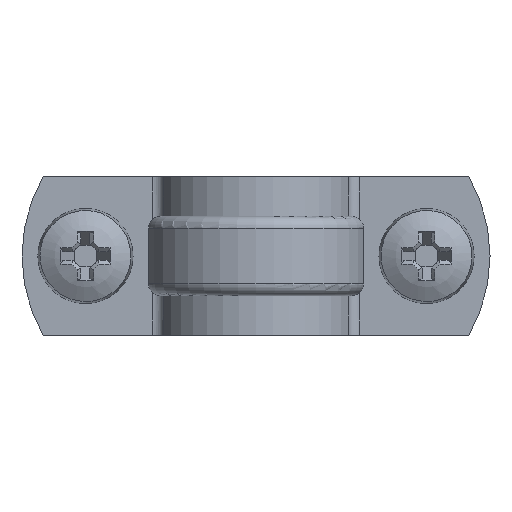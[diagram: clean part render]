
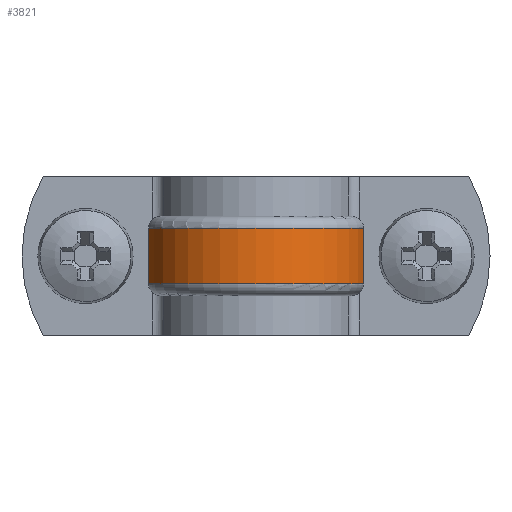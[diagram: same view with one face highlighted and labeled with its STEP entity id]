
A CAD part, front view. The second image highlights one B-rep face of the part: STEP entity #3821.
In plain terms, the highlighted cylindrical face has radius 14 mm (diameter 28 mm), a partial arc.
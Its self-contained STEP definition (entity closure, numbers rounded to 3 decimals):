
#3754=CARTESIAN_POINT('',(13.555,-3.5,-3.5));
#3755=VERTEX_POINT('',#3754);
#3767=CARTESIAN_POINT('',(-13.555,-3.5,-3.5));
#3768=VERTEX_POINT('',#3767);
#3769=CARTESIAN_POINT('',(0.0,0.0,-3.5));
#3770=DIRECTION('',(0.0,0.0,-1.0));
#3771=DIRECTION('',(0.,-1.0,0.0));
#3772=AXIS2_PLACEMENT_3D('',#3769,#3770,#3771);
#3773=CIRCLE('',#3772,14.);
#3774=EDGE_CURVE('',#3755,#3768,#3773,.T.);
#3790=CARTESIAN_POINT('',(0.0,0.0,0.));
#3791=DIRECTION('',(0.0,0.0,1.0));
#3792=DIRECTION('',(0.0,-1.0,0.0));
#3793=AXIS2_PLACEMENT_3D('',#3790,#3791,#3792);
#3794=CYLINDRICAL_SURFACE('',#3793,14.);
#3795=ORIENTED_EDGE('',*,*,#3774,.F.);
#3796=CARTESIAN_POINT('',(13.555,-3.5,3.5));
#3797=VERTEX_POINT('',#3796);
#3798=CARTESIAN_POINT('',(13.555,-3.5,3.5));
#3799=DIRECTION('',(0.0,0.0,-1.0));
#3800=VECTOR('',#3799,7.);
#3801=LINE('',#3798,#3800);
#3802=EDGE_CURVE('',#3797,#3755,#3801,.T.);
#3803=ORIENTED_EDGE('',*,*,#3802,.F.);
#3804=CARTESIAN_POINT('',(-13.555,-3.5,3.5));
#3805=VERTEX_POINT('',#3804);
#3806=CARTESIAN_POINT('',(0.0,0.0,3.5));
#3807=DIRECTION('',(0.0,0.0,1.0));
#3808=DIRECTION('',(0.,-1.0,0.0));
#3809=AXIS2_PLACEMENT_3D('',#3806,#3807,#3808);
#3810=CIRCLE('',#3809,14.);
#3811=EDGE_CURVE('',#3805,#3797,#3810,.T.);
#3812=ORIENTED_EDGE('',*,*,#3811,.F.);
#3813=CARTESIAN_POINT('',(-13.555,-3.5,-3.5));
#3814=DIRECTION('',(0.0,0.0,1.0));
#3815=VECTOR('',#3814,7.);
#3816=LINE('',#3813,#3815);
#3817=EDGE_CURVE('',#3768,#3805,#3816,.T.);
#3818=ORIENTED_EDGE('',*,*,#3817,.F.);
#3819=EDGE_LOOP('',(#3795,#3803,#3812,#3818));
#3820=FACE_OUTER_BOUND('',#3819,.T.);
#3821=ADVANCED_FACE('',(#3820),#3794,.T.);
